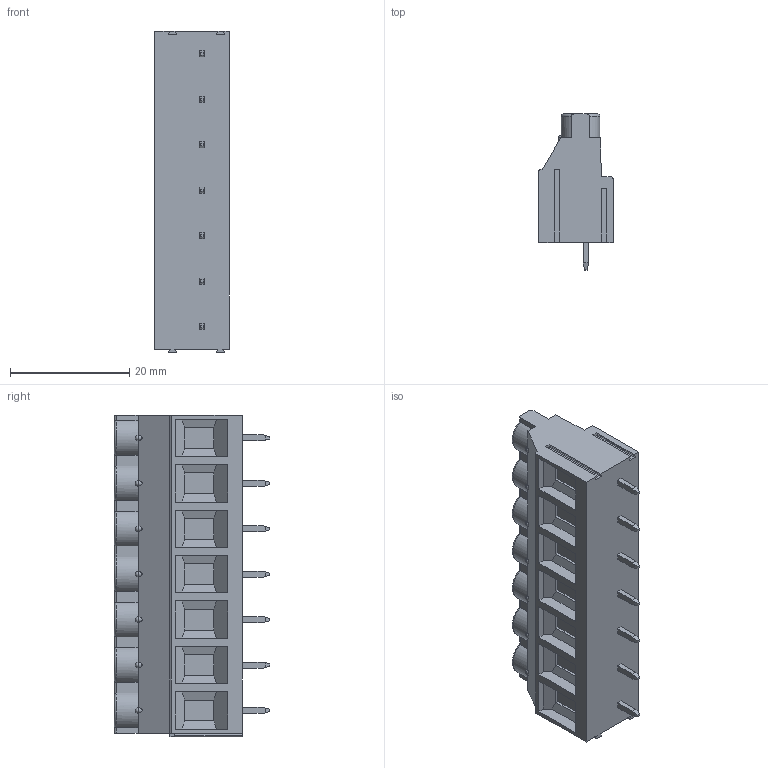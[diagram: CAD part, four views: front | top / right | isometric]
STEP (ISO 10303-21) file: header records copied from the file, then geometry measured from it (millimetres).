
FILE_DESCRIPTION((''),'2;1');
FILE_NAME('TL506V','2025-01-10T',('yanfa'),(''),'PRO/ENGINEER BY PARAMETRIC TECHNOLOGY CORPORATION, 2009280','PRO/ENGINEER BY PARAMETRIC TECHNOLOGY CORPORATION, 2009280','');
FILE_SCHEMA(('AUTOMOTIVE_DESIGN_CC2 { 1 2 10303 214 -1 1 5 2 }'));
Length unit declared in the file: millimetre
Products named in the file (1): TL506V
Bounding box: 12.5 x 26.1 x 53.95 mm (x, y, z)
Volume: 10211.5 mm3; surface area: 4994.7 mm2
Topology: 1 solids, 1 shells, 428 faces, 1103 edges, 691 vertices
Faces by surface type: plane 262, cylinder 103, torus 28, cone 28, sphere 7
Entity records: 13355 total; most frequent: CARTESIAN_POINT 2914, ORIENTED_EDGE 2192, DIRECTION 2123, EDGE_CURVE 1096, VECTOR 771, LINE 771, VERTEX_POINT 691, AXIS2_PLACEMENT_3D 676
